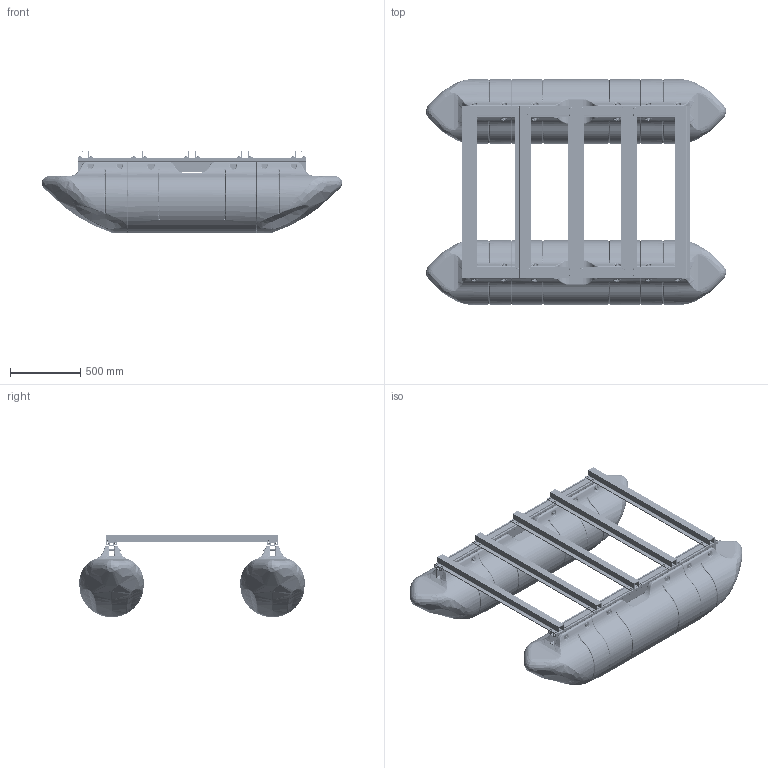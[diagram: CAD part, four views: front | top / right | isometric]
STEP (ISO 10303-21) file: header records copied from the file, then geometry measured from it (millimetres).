
FILE_DESCRIPTION(/* description */ (''),/* implementation_level */ '2;1');
FILE_NAME(/* name */ '4x7dnboat.step',/* time_stamp */ '2022-09-23T07:22:23-04:00',/* author */ (''),/* organization */ (''),/* preprocessor_version */ 'ST-DEVELOPER v19',/* originating_system */ 'Autodesk Translation Framework v11.7.0.108',/* authorisation */ '');
FILE_SCHEMA (('AUTOMOTIVE_DESIGN { 1 0 10303 214 3 1 1 }'));
Length unit declared in the file: inch
Products named in the file (56): 4x7 DN boat; 18" float SINGLE bolt set; MCM 92198A642 - 3/8" x 4 1/2" hex bolt; MCM 92141A051 - 3/8" x 1" OD fender washer; MCM 91831A127 - 3/8"-16 lock nut; 4 FT HC bolt set; 3/8" x 7/8" HC bolt assembly; 3/8" x 7/8" HC bolt assembly_1; 3/8" x 7/8" HC bolt assembly_2; 3/8" x 7/8" HC bolt assembly_3; 3/8" x 7/8" HC bolt assembly_4; 3/8" x 7/8" HC bolt assembly_5; 3/8" x 7/8" HC bolt assembly_6; 3/8" x 7/8" HC bolt assembly_7; 4 FT HC bolt set_1; 3/8" x 7/8" HC bolt assembly_8; 3/8" x 7/8" HC bolt assembly_9; 3/8" x 7/8" HC bolt assembly_10; 3/8" x 7/8" HC bolt assembly_11; 3/8" x 7/8" HC bolt assembly_12; 3/8" x 7/8" HC bolt assembly_13; 3/8" x 7/8" HC bolt assembly_14; 3/8" x 7/8" HC bolt assembly_15; 4' STD HC; 4 FT HC bolt set_2; 3/8" x 7/8" HC bolt assembly_16; 3/8" x 7/8" HC bolt assembly_17; 3/8" x 7/8" HC bolt assembly_18; 3/8" x 7/8" HC bolt assembly_19; 3/8" x 7/8" HC bolt assembly_20; 3/8" x 7/8" HC bolt assembly_21; 3/8" x 7/8" HC bolt assembly_22; 3/8" x 7/8" HC bolt assembly_23; 4 FT HC bolt set_3; 3/8" x 7/8" HC bolt assembly_24; 3/8" x 7/8" HC bolt assembly_25; 3/8" x 7/8" HC bolt assembly_26; 3/8" x 7/8" HC bolt assembly_27; 3/8" x 7/8" HC bolt assembly_28; 3/8" x 7/8" HC bolt assembly_29 ...
Assembly tree (148 placements, depth 4):
  4x7 DN boat
    18" float SINGLE bolt set  x12
      MCM 92198A642 - 3/8" x 4 1/2" hex bolt
      MCM 92141A051 - 3/8" x 1" OD fender washer
      MCM 91831A127 - 3/8"-16 lock nut
    4 FT HC bolt set
      3/8" x 7/8" HC bolt assembly
        MCM 94785A423 - 3/8" SS square nut v2
        MCM 92240A623 - 3/8" x 7/8" SS hex bolt v1
      3/8" x 7/8" HC bolt assembly_1
        MCM 94785A423 - 3/8" SS square nut v2
        MCM 92240A623 - 3/8" x 7/8" SS hex bolt v1
      3/8" x 7/8" HC bolt assembly_2
        MCM 94785A423 - 3/8" SS square nut v2
        MCM 92240A623 - 3/8" x 7/8" SS hex bolt v1
      3/8" x 7/8" HC bolt assembly_3
        MCM 94785A423 - 3/8" SS square nut v2
        MCM 92240A623 - 3/8" x 7/8" SS hex bolt v1
      3/8" x 7/8" HC bolt assembly_4
        MCM 94785A423 - 3/8" SS square nut v2
        MCM 92240A623 - 3/8" x 7/8" SS hex bolt v1
      3/8" x 7/8" HC bolt assembly_5
        MCM 94785A423 - 3/8" SS square nut v2
        MCM 92240A623 - 3/8" x 7/8" SS hex bolt v1
      3/8" x 7/8" HC bolt assembly_6
        MCM 94785A423 - 3/8" SS square nut v2
        MCM 92240A623 - 3/8" x 7/8" SS hex bolt v1
      3/8" x 7/8" HC bolt assembly_7
        MCM 94785A423 - 3/8" SS square nut v2
        MCM 92240A623 - 3/8" x 7/8" SS hex bolt v1
    4 FT HC bolt set_1
      3/8" x 7/8" HC bolt assembly_8
        MCM 94785A423 - 3/8" SS square nut v2
        MCM 92240A623 - 3/8" x 7/8" SS hex bolt v1
      3/8" x 7/8" HC bolt assembly_9
        MCM 94785A423 - 3/8" SS square nut v2
        MCM 92240A623 - 3/8" x 7/8" SS hex bolt v1
      3/8" x 7/8" HC bolt assembly_10
        MCM 94785A423 - 3/8" SS square nut v2
        MCM 92240A623 - 3/8" x 7/8" SS hex bolt v1
      3/8" x 7/8" HC bolt assembly_11
        MCM 94785A423 - 3/8" SS square nut v2
        MCM 92240A623 - 3/8" x 7/8" SS hex bolt v1
      3/8" x 7/8" HC bolt assembly_12
        MCM 94785A423 - 3/8" SS square nut v2
        MCM 92240A623 - 3/8" x 7/8" SS hex bolt v1
      3/8" x 7/8" HC bolt assembly_13
        MCM 94785A423 - 3/8" SS square nut v2
        MCM 92240A623 - 3/8" x 7/8" SS hex bolt v1
      3/8" x 7/8" HC bolt assembly_14
        MCM 94785A423 - 3/8" SS square nut v2
        MCM 92240A623 - 3/8" x 7/8" SS hex bolt v1
      3/8" x 7/8" HC bolt assembly_15
        MCM 94785A423 - 3/8" SS square nut v2
        MCM 92240A623 - 3/8" x 7/8" SS hex bolt v1
    4 FT HC bolt set_2
      3/8" x 7/8" HC bolt assembly_16
        MCM 94785A423 - 3/8" SS square nut v2
        MCM 92240A623 - 3/8" x 7/8" SS hex bolt v1
      3/8" x 7/8" HC bolt assembly_17
Bounding box: 2132.6 x 1600.19 x 585.36 mm (x, y, z)
Volume: 555814097.8 mm3; surface area: 12839623.7 mm2
Topology: 233 solids, 233 shells, 9118 faces, 22080 edges, 13464 vertices
Faces by surface type: cylinder 3560, bspline 1860, plane 1558, cone 1128, torus 676, sphere 336
Full cylindrical faces by diameter (mm): 7.463 x808, 8.058 x12, 8.236 x60, 9.525 x864, 10.033 x40, 10.287 x40, 10.312 x24, 20.701 x40, 25.4 x24
Entity records: 73550 total; most frequent: CARTESIAN_POINT 33707, ORIENTED_EDGE 8094, DIRECTION 7846, EDGE_CURVE 4047, AXIS2_PLACEMENT_3D 3226, VERTEX_POINT 2519, EDGE_LOOP 1846, FACE_OUTER_BOUND 1714
